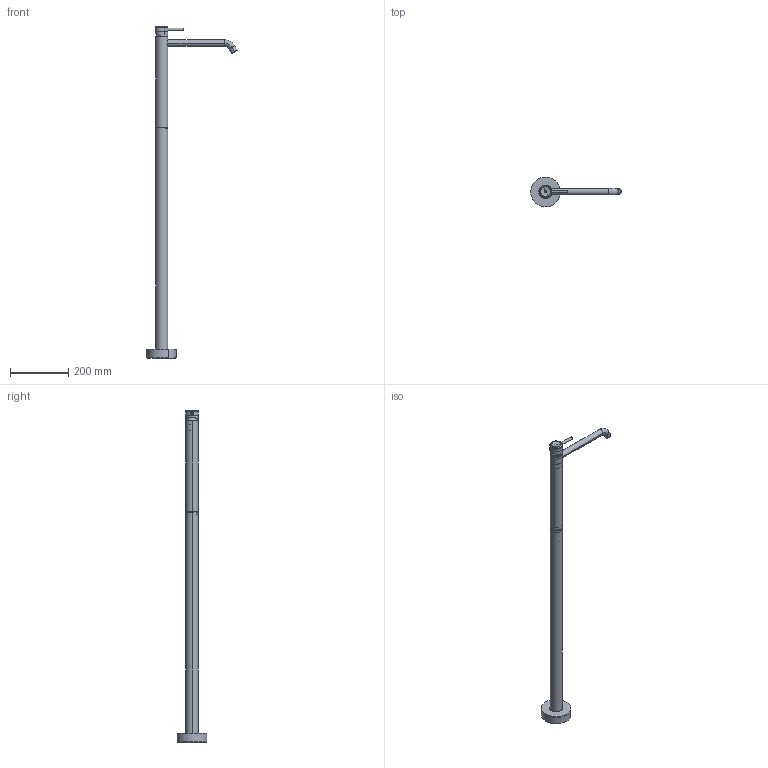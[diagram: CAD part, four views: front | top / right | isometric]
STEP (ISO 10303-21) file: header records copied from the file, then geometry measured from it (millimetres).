
FILE_DESCRIPTION(('CATIA V5 STEP Exchange','CAx-IF Rec.Pracs.--- Model Styling and Organization---1.5--- 2016-08-15','CAx-IF Rec.Pracs.---Supplemental Geometry---1.0---2011-11-01','CAx-IF Rec.Pracs.--- Composite Materials ---3.4---2017-06-13','CAx-IF Rec.Pracs.---Tessellated 3D Geometry---1.0---2015-12-17'),'2;1');
FILE_NAME('CR014510xx - rendering.stp','2024-01-31T13:31:06+00:00',('none'),('none'),'CATIA Version 5-6 Release 2020 SP2','CATIA V5 STEP AP242 v2','none');
FILE_SCHEMA(('AP242_MANAGED_MODEL_BASED_3D_ENGINEERING_MIM_LF {1 0 10303 442 1 1 4}'));
Length unit declared in the file: millimetre
Products named in the file (1): Product1_AllCATPart
Bounding box: 310.51 x 101.97 x 1139.55 mm (x, y, z)
Volume: 540644.6 mm3; surface area: 352688 mm2
Topology: 9 solids, 9 shells, 332 faces, 773 edges, 486 vertices
Faces by surface type: cylinder 145, cone 93, plane 58, torus 22, bspline 8, sphere 6
Entity records: 9428 total; most frequent: CARTESIAN_POINT 2447, ORIENTED_EDGE 1526, DIRECTION 1105, EDGE_CURVE 763, AXIS2_PLACEMENT_3D 604, VERTEX_POINT 469, CIRCLE 391, EDGE_LOOP 368
